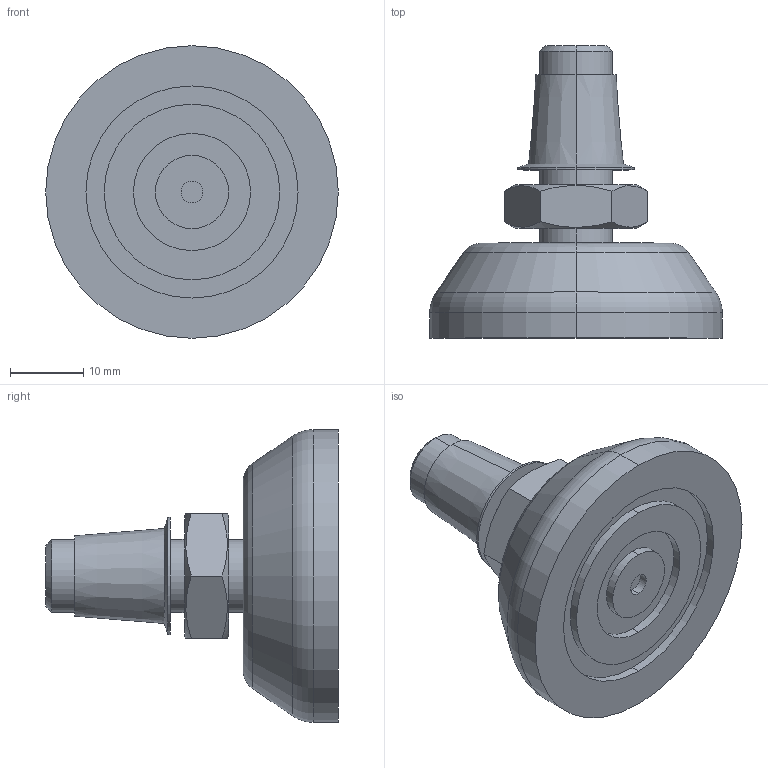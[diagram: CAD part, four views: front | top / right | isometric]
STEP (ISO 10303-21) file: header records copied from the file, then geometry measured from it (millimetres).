
FILE_DESCRIPTION (( 'STEP AP203' ), '1' );
FILE_NAME ('KC-1288-2-40.STEP', '2018-03-05T05:26:00', ( '' ), ( '' ), 'SwSTEP 2.0', 'SolidWorks 2014', '' );
FILE_SCHEMA (( 'CONFIG_CONTROL_DESIGN' ));
Length unit declared in the file: millimetre
Products named in the file (4): KC-1288_榋妏僫僢僩L6; KC-1288-2-40_シャフト; KC-1288-2-40; KC-1288_摿庩僫僢僩M10
Assembly tree (3 placements, depth 2):
  KC-1288-2-40
    KC-1288-2-40_シャフト
    KC-1288_榋妏僫僢僩L6
    KC-1288_摿庩僫僢僩M10
Bounding box: 40 x 40 x 40 mm (x, y, z)
Volume: 16983.8 mm3; surface area: 6647.5 mm2
Topology: 3 solids, 3 shells, 54 faces, 114 edges, 72 vertices
Faces by surface type: cylinder 20, plane 18, cone 12, torus 4
Entity records: 1980 total; most frequent: CARTESIAN_POINT 374, DIRECTION 278, ORIENTED_EDGE 228, AXIS2_PLACEMENT_3D 120, EDGE_CURVE 114, VERTEX_POINT 72, EDGE_LOOP 64, CIRCLE 60
